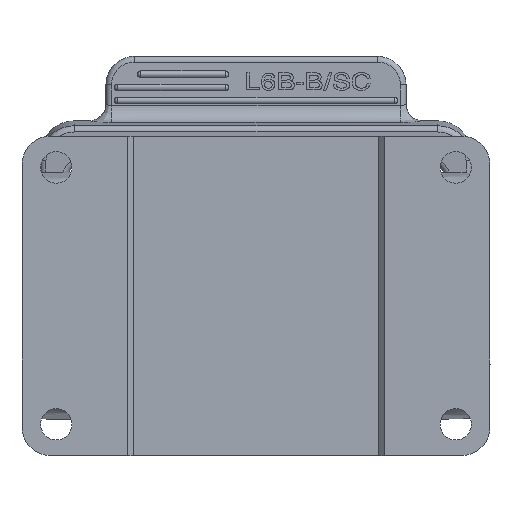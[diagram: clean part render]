
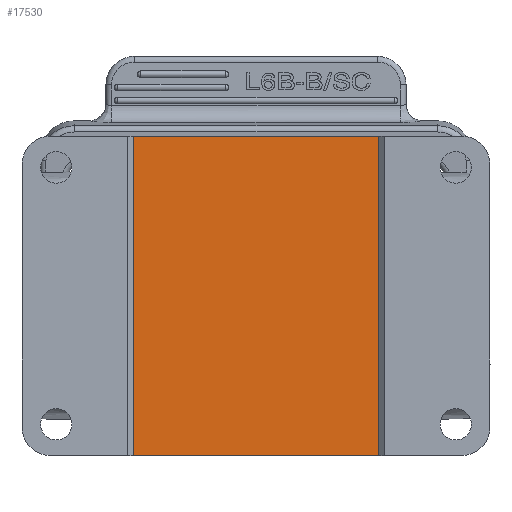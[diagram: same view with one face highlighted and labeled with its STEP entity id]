
A CAD part, front view. The second image highlights one B-rep face of the part: STEP entity #17530.
In plain terms, the highlighted planar face has unit normal (0, -1, 0).
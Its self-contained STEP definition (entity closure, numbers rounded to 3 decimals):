
#1378=DIRECTION('',(1.,0.,0.));
#1379=VECTOR('',#1378,43.);
#1380=CARTESIAN_POINT('',(20.5,1.,-56.));
#1381=LINE('',#1380,#1379);
#1780=DIRECTION('',(-1.,0.,0.));
#1781=VECTOR('',#1780,43.);
#1782=CARTESIAN_POINT('',(63.5,1.,0.));
#1783=LINE('',#1782,#1781);
#1830=DIRECTION('',(0.,0.,1.));
#1831=VECTOR('',#1830,56.);
#1832=CARTESIAN_POINT('',(63.5,1.,-56.));
#1833=LINE('',#1832,#1831);
#1834=DIRECTION('',(0.,0.,1.));
#1835=VECTOR('',#1834,56.);
#1836=CARTESIAN_POINT('',(20.5,1.,-56.));
#1837=LINE('',#1836,#1835);
#12464=CARTESIAN_POINT('',(20.5,1.,-56.));
#12465=VERTEX_POINT('',#12464);
#12466=CARTESIAN_POINT('',(63.5,1.,-56.));
#12467=VERTEX_POINT('',#12466);
#12546=CARTESIAN_POINT('',(63.5,1.,0.));
#12547=VERTEX_POINT('',#12546);
#12548=CARTESIAN_POINT('',(20.5,1.,
0.));
#12549=VERTEX_POINT('',#12548);
#17518=CARTESIAN_POINT('',(42.,1.,-28.));
#17519=DIRECTION('',(0.,1.,0.));
#17520=DIRECTION('',(0.,0.,1.));
#17521=AXIS2_PLACEMENT_3D('',#17518,#17519,#17520);
#17522=PLANE('',#17521);
#17523=ORIENTED_EDGE('',*,*,#16749,.F.);
#17525=ORIENTED_EDGE('',*,*,#17524,.T.);
#17526=ORIENTED_EDGE('',*,*,#17454,.F.);
#17527=ORIENTED_EDGE('',*,*,#17510,.F.);
#17528=EDGE_LOOP('',(#17523,#17525,#17526,#17527));
#17529=FACE_OUTER_BOUND('',#17528,.F.);
#16749=EDGE_CURVE('',#12465,#12467,#1381,.T.);
#17454=EDGE_CURVE('',#12547,#12549,#1783,.T.);
#17510=EDGE_CURVE('',#12467,#12547,#1833,.T.);
#17524=EDGE_CURVE('',#12465,#12549,#1837,.T.);
#17530=ADVANCED_FACE('',(#17529),#17522,.F.);
